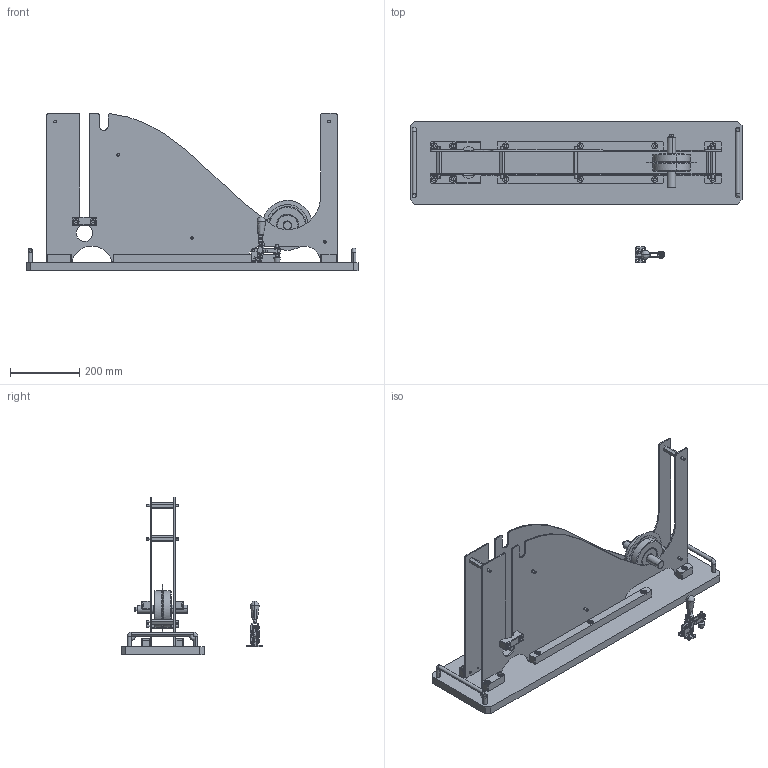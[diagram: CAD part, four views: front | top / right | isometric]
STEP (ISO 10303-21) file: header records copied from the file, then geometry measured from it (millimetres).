
FILE_DESCRIPTION(('FreeCAD Model'),'2;1');
FILE_NAME('Open CASCADE Shape Model','2025-05-04T18:19:44',('FreeCAD'),( 'FreeCAD'),'Open CASCADE STEP processor 7.6','FreeCAD','Unknown');
FILE_SCHEMA(('AUTOMOTIVE_DESIGN { 1 0 10303 214 1 1 1 1 }'));
Products named in the file (1): Open CASCADE STEP translator 7.6 1
Bounding box: 957.65 x 409.05 x 455.63 mm (x, y, z)
Volume: 8488094.1 mm3; surface area: 1792272.7 mm2
Topology: 33 solids, 33 shells, 1014 faces, 2487 edges, 1549 vertices
Faces by surface type: bspline 1014
Entity records: 31835 total; most frequent: CARTESIAN_POINT 17836, ORIENTED_EDGE 4850, EDGE_CURVE 2425, VERTEX_POINT 1549, B_SPLINE_CURVE_WITH_KNOTS 1302, FACE_BOUND 1214, EDGE_LOOP 1214, ADVANCED_FACE 1014
